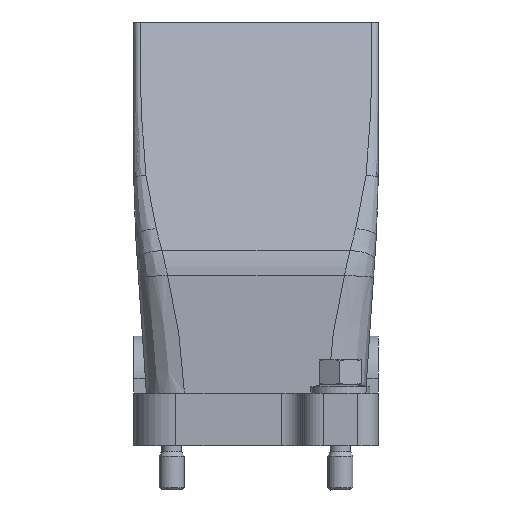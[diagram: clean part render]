
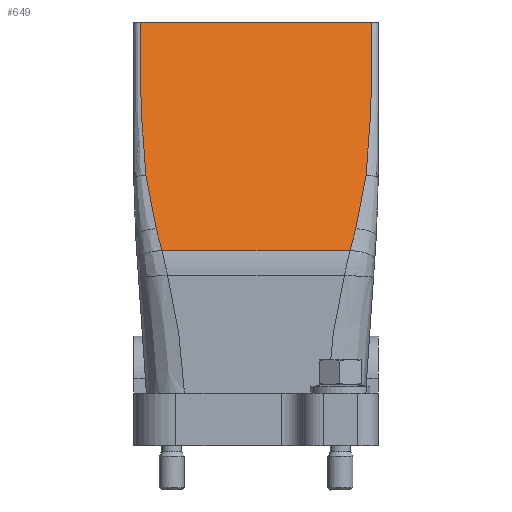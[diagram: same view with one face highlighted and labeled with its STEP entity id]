
A CAD part, front view. The second image highlights one B-rep face of the part: STEP entity #649.
In plain terms, the highlighted planar face has unit normal (0, -0.956, 0.293).
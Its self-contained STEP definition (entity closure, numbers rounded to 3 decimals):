
#548=AXIS2_PLACEMENT_3D('Plane Axis2P3D',#545,#546,#547) ;
#484=CARTESIAN_POINT('Vertex',(1.5,38.5,111.)) ;
#518=CARTESIAN_POINT('Vertex',(2.899,27.355,74.66)) ;
#522=CARTESIAN_POINT('Control Point',(2.899,27.355,74.66)) ;
#523=CARTESIAN_POINT('Control Point',(2.48,28.465,78.278)) ;
#524=CARTESIAN_POINT('Control Point',(2.159,29.577,81.904)) ;
#525=CARTESIAN_POINT('Control Point',(1.929,30.69,85.533)) ;
#526=CARTESIAN_POINT('Control Point',(1.693,32.361,90.982)) ;
#527=CARTESIAN_POINT('Control Point',(1.578,34.032,96.433)) ;
#528=CARTESIAN_POINT('Control Point',(1.551,34.59,98.25)) ;
#529=CARTESIAN_POINT('Control Point',(1.52,35.519,101.28)) ;
#530=CARTESIAN_POINT('Control Point',(1.506,36.448,104.311)) ;
#531=CARTESIAN_POINT('Control Point',(1.503,36.821,105.524)) ;
#532=CARTESIAN_POINT('Control Point',(1.501,37.356,107.269)) ;
#533=CARTESIAN_POINT('Control Point',(1.5,37.891,109.014)) ;
#534=CARTESIAN_POINT('Control Point',(1.5,38.09,109.663)) ;
#535=CARTESIAN_POINT('Control Point',(1.5,38.299,110.343)) ;
#536=CARTESIAN_POINT('Control Point',(1.5,38.5,111.)) ;
#545=CARTESIAN_POINT('Axis2P3D Location',(29.,38.5,111.)) ;
#551=CARTESIAN_POINT('Control Point',(5.338,23.463,61.97)) ;
#552=CARTESIAN_POINT('Control Point',(4.746,24.158,64.235)) ;
#553=CARTESIAN_POINT('Control Point',(4.21,24.857,66.513)) ;
#554=CARTESIAN_POINT('Control Point',(3.744,25.56,68.805)) ;
#555=CARTESIAN_POINT('Control Point',(3.318,26.342,71.358)) ;
#556=CARTESIAN_POINT('Control Point',(2.989,27.129,73.923)) ;
#557=CARTESIAN_POINT('Control Point',(2.958,27.204,74.169)) ;
#558=CARTESIAN_POINT('Control Point',(2.928,27.28,74.414)) ;
#559=CARTESIAN_POINT('Control Point',(2.899,27.355,74.66)) ;
#560=CARTESIAN_POINT('Vertex',(5.338,23.463,61.97)) ;
#564=CARTESIAN_POINT('Control Point',(6.684,21.879,56.804)) ;
#565=CARTESIAN_POINT('Control Point',(6.629,21.943,57.014)) ;
#566=CARTESIAN_POINT('Control Point',(6.574,22.007,57.223)) ;
#567=CARTESIAN_POINT('Control Point',(6.52,22.072,57.432)) ;
#568=CARTESIAN_POINT('Control Point',(6.417,22.192,57.823)) ;
#569=CARTESIAN_POINT('Control Point',(6.314,22.311,58.214)) ;
#570=CARTESIAN_POINT('Control Point',(6.234,22.406,58.523)) ;
#571=CARTESIAN_POINT('Control Point',(6.022,22.653,59.329)) ;
#572=CARTESIAN_POINT('Control Point',(5.813,22.899,60.129)) ;
#573=CARTESIAN_POINT('Control Point',(5.66,23.08,60.72)) ;
#574=CARTESIAN_POINT('Control Point',(5.498,23.272,61.345)) ;
#575=CARTESIAN_POINT('Control Point',(5.338,23.463,61.97)) ;
#576=CARTESIAN_POINT('Vertex',(6.684,21.879,56.804)) ;
#579=CARTESIAN_POINT('Line Origine',(29.,21.879,56.804)) ;
#583=CARTESIAN_POINT('Vertex',(51.316,21.879,56.804)) ;
#587=CARTESIAN_POINT('Control Point',(51.316,21.879,56.804)) ;
#588=CARTESIAN_POINT('Control Point',(51.371,21.943,57.014)) ;
#589=CARTESIAN_POINT('Control Point',(51.426,22.007,57.223)) ;
#590=CARTESIAN_POINT('Control Point',(51.48,22.072,57.432)) ;
#591=CARTESIAN_POINT('Control Point',(51.583,22.192,57.823)) ;
#592=CARTESIAN_POINT('Control Point',(51.686,22.311,58.214)) ;
#593=CARTESIAN_POINT('Control Point',(51.766,22.406,58.523)) ;
#594=CARTESIAN_POINT('Control Point',(51.978,22.653,59.329)) ;
#595=CARTESIAN_POINT('Control Point',(52.187,22.899,60.129)) ;
#596=CARTESIAN_POINT('Control Point',(52.34,23.08,60.72)) ;
#597=CARTESIAN_POINT('Control Point',(52.502,23.272,61.345)) ;
#598=CARTESIAN_POINT('Control Point',(52.662,23.463,61.97)) ;
#599=CARTESIAN_POINT('Vertex',(52.662,23.463,61.97)) ;
#603=CARTESIAN_POINT('Control Point',(52.662,23.463,61.97)) ;
#604=CARTESIAN_POINT('Control Point',(53.254,24.158,64.235)) ;
#605=CARTESIAN_POINT('Control Point',(53.79,24.857,66.513)) ;
#606=CARTESIAN_POINT('Control Point',(54.256,25.56,68.805)) ;
#607=CARTESIAN_POINT('Control Point',(54.682,26.342,71.358)) ;
#608=CARTESIAN_POINT('Control Point',(55.011,27.129,73.923)) ;
#609=CARTESIAN_POINT('Control Point',(55.042,27.204,74.169)) ;
#610=CARTESIAN_POINT('Control Point',(55.072,27.28,74.414)) ;
#611=CARTESIAN_POINT('Control Point',(55.101,27.355,74.66)) ;
#612=CARTESIAN_POINT('Vertex',(55.101,27.355,74.66)) ;
#616=CARTESIAN_POINT('Control Point',(55.101,27.355,74.66)) ;
#617=CARTESIAN_POINT('Control Point',(55.861,29.367,81.22)) ;
#618=CARTESIAN_POINT('Control Point',(56.298,31.388,87.809)) ;
#619=CARTESIAN_POINT('Control Point',(56.459,33.411,94.408)) ;
#620=CARTESIAN_POINT('Control Point',(56.494,35.462,101.095)) ;
#621=CARTESIAN_POINT('Control Point',(56.499,37.513,107.782)) ;
#622=CARTESIAN_POINT('Control Point',(56.499,37.564,107.947)) ;
#623=CARTESIAN_POINT('Control Point',(56.499,37.625,108.147)) ;
#624=CARTESIAN_POINT('Control Point',(56.5,37.687,108.348)) ;
#625=CARTESIAN_POINT('Control Point',(56.5,37.72,108.457)) ;
#626=CARTESIAN_POINT('Control Point',(56.5,37.886,108.999)) ;
#627=CARTESIAN_POINT('Control Point',(56.5,38.06,109.565)) ;
#628=CARTESIAN_POINT('Control Point',(56.5,38.213,110.065)) ;
#629=CARTESIAN_POINT('Control Point',(56.5,38.357,110.535)) ;
#630=CARTESIAN_POINT('Control Point',(56.5,38.5,111.)) ;
#631=CARTESIAN_POINT('Vertex',(56.5,38.5,111.)) ;
#634=CARTESIAN_POINT('Line Origine',(29.,38.5,111.)) ;
#546=DIRECTION('Axis2P3D Direction',(0.,0.956,-0.293)) ;
#547=DIRECTION('Axis2P3D XDirection',(0.,-0.293,-0.956)) ;
#580=DIRECTION('Vector Direction',(-1.,0.,0.)) ;
#635=DIRECTION('Vector Direction',(-1.,0.,0.)) ;
#581=VECTOR('Line Direction',#580,1.) ;
#636=VECTOR('Line Direction',#635,1.) ;
#640=ORIENTED_EDGE('',*,*,#537,.T.) ;
#641=ORIENTED_EDGE('',*,*,#562,.T.) ;
#642=ORIENTED_EDGE('',*,*,#578,.T.) ;
#643=ORIENTED_EDGE('',*,*,#585,.F.) ;
#644=ORIENTED_EDGE('',*,*,#601,.F.) ;
#645=ORIENTED_EDGE('',*,*,#614,.F.) ;
#646=ORIENTED_EDGE('',*,*,#633,.F.) ;
#647=ORIENTED_EDGE('',*,*,#638,.T.) ;
#649=ADVANCED_FACE('Hauptk\X2\00F6\X0\rper',(#648),#549,.F.) ;
#521=B_SPLINE_CURVE_WITH_KNOTS('',5,(#522,#523,#524,#525,#526,#527,#528,#529,#530,#531,#532,#533,#534,#535,#536),.UNSPECIFIED.,.F.,.U.,(6,3,3,3,6),(117.975,137.225,146.849,153.275,156.092),.UNSPECIFIED.) ;
#550=B_SPLINE_CURVE_WITH_KNOTS('',5,(#551,#552,#553,#554,#555,#556,#557,#558,#559),.UNSPECIFIED.,.F.,.U.,(6,3,6),(0.,17.277,19.106),.UNSPECIFIED.) ;
#563=B_SPLINE_CURVE_WITH_KNOTS('',5,(#564,#565,#566,#567,#568,#569,#570,#571,#572,#573,#574,#575),.UNSPECIFIED.,.F.,.U.,(6,3,3,6),(0.,1.585,2.971,7.719),.UNSPECIFIED.) ;
#586=B_SPLINE_CURVE_WITH_KNOTS('',5,(#587,#588,#589,#590,#591,#592,#593,#594,#595,#596,#597,#598),.UNSPECIFIED.,.F.,.U.,(6,3,3,6),(0.,1.585,2.971,7.719),.UNSPECIFIED.) ;
#602=B_SPLINE_CURVE_WITH_KNOTS('',5,(#603,#604,#605,#606,#607,#608,#609,#610,#611),.UNSPECIFIED.,.F.,.U.,(6,3,6),(0.,17.277,19.106),.UNSPECIFIED.) ;
#615=B_SPLINE_CURVE_WITH_KNOTS('',5,(#616,#617,#618,#619,#620,#621,#622,#623,#624,#625,#626,#627,#628,#629,#630),.UNSPECIFIED.,.F.,.U.,(6,3,3,3,6),(0.,49.056,49.745,50.541,53.685),.UNSPECIFIED.) ;
#537=EDGE_CURVE('',#485,#519,#521,.F.) ;
#562=EDGE_CURVE('',#519,#561,#550,.F.) ;
#578=EDGE_CURVE('',#561,#577,#563,.F.) ;
#585=EDGE_CURVE('',#584,#577,#582,.T.) ;
#601=EDGE_CURVE('',#600,#584,#586,.F.) ;
#614=EDGE_CURVE('',#613,#600,#602,.F.) ;
#633=EDGE_CURVE('',#632,#613,#615,.F.) ;
#638=EDGE_CURVE('',#632,#485,#637,.T.) ;
#639=EDGE_LOOP('',(#640,#641,#642,#643,#644,#645,#646,#647)) ;
#648=FACE_OUTER_BOUND('',#639,.T.) ;
#582=LINE('Line',#579,#581) ;
#637=LINE('Line',#634,#636) ;
#549=PLANE('',#548) ;
#485=VERTEX_POINT('',#484) ;
#519=VERTEX_POINT('',#518) ;
#561=VERTEX_POINT('',#560) ;
#577=VERTEX_POINT('',#576) ;
#584=VERTEX_POINT('',#583) ;
#600=VERTEX_POINT('',#599) ;
#613=VERTEX_POINT('',#612) ;
#632=VERTEX_POINT('',#631) ;
